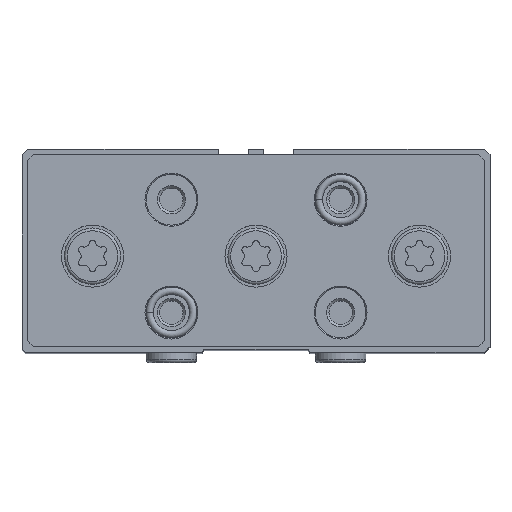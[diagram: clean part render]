
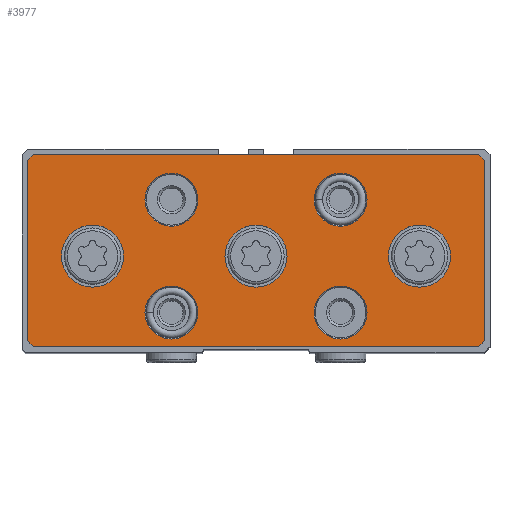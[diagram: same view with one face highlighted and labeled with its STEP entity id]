
A CAD part, top view. The second image highlights one B-rep face of the part: STEP entity #3977.
In plain terms, the highlighted face is planar.
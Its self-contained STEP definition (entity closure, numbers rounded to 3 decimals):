
#367=LINE('',#6692,#561);
#368=LINE('',#6695,#562);
#369=LINE('',#6697,#563);
#370=LINE('',#6699,#564);
#371=LINE('',#6701,#565);
#372=LINE('',#6703,#566);
#373=LINE('',#6705,#567);
#374=LINE('',#6707,#568);
#561=VECTOR('',#5423,1000.);
#562=VECTOR('',#5424,1000.);
#563=VECTOR('',#5425,1000.);
#564=VECTOR('',#5426,1000.);
#565=VECTOR('',#5427,1000.);
#566=VECTOR('',#5428,1000.);
#567=VECTOR('',#5429,1000.);
#568=VECTOR('',#5430,1000.);
#1125=ORIENTED_EDGE('',*,*,#1880,.F.);
#1126=ORIENTED_EDGE('',*,*,#1881,.F.);
#1127=ORIENTED_EDGE('',*,*,#1882,.F.);
#1128=ORIENTED_EDGE('',*,*,#1883,.F.);
#1129=ORIENTED_EDGE('',*,*,#1884,.F.);
#1130=ORIENTED_EDGE('',*,*,#1885,.F.);
#1131=ORIENTED_EDGE('',*,*,#1886,.F.);
#1132=ORIENTED_EDGE('',*,*,#1887,.T.);
#1133=ORIENTED_EDGE('',*,*,#1888,.T.);
#1134=ORIENTED_EDGE('',*,*,#1889,.T.);
#1135=ORIENTED_EDGE('',*,*,#1890,.T.);
#1136=ORIENTED_EDGE('',*,*,#1891,.T.);
#1137=ORIENTED_EDGE('',*,*,#1892,.T.);
#1138=ORIENTED_EDGE('',*,*,#1893,.T.);
#1139=ORIENTED_EDGE('',*,*,#1894,.T.);
#1880=EDGE_CURVE('',#2340,#2340,#2662,.T.);
#1881=EDGE_CURVE('',#2341,#2341,#2663,.T.);
#1882=EDGE_CURVE('',#2342,#2342,#2664,.T.);
#1883=EDGE_CURVE('',#2343,#2343,#2665,.T.);
#1884=EDGE_CURVE('',#2344,#2344,#2666,.T.);
#1885=EDGE_CURVE('',#2345,#2345,#2667,.T.);
#1886=EDGE_CURVE('',#2346,#2346,#2668,.T.);
#1887=EDGE_CURVE('',#2347,#2348,#367,.T.);
#1888=EDGE_CURVE('',#2348,#2349,#368,.T.);
#1889=EDGE_CURVE('',#2349,#2350,#369,.T.);
#1890=EDGE_CURVE('',#2350,#2351,#370,.T.);
#1891=EDGE_CURVE('',#2351,#2352,#371,.T.);
#1892=EDGE_CURVE('',#2352,#2353,#372,.T.);
#1893=EDGE_CURVE('',#2353,#2354,#373,.T.);
#1894=EDGE_CURVE('',#2354,#2347,#374,.T.);
#2340=VERTEX_POINT('',#6679);
#2341=VERTEX_POINT('',#6681);
#2342=VERTEX_POINT('',#6683);
#2343=VERTEX_POINT('',#6685);
#2344=VERTEX_POINT('',#6687);
#2345=VERTEX_POINT('',#6689);
#2346=VERTEX_POINT('',#6691);
#2347=VERTEX_POINT('',#6693);
#2348=VERTEX_POINT('',#6694);
#2349=VERTEX_POINT('',#6696);
#2350=VERTEX_POINT('',#6698);
#2351=VERTEX_POINT('',#6700);
#2352=VERTEX_POINT('',#6702);
#2353=VERTEX_POINT('',#6704);
#2354=VERTEX_POINT('',#6706);
#2662=CIRCLE('',#4453,5.5);
#2663=CIRCLE('',#4454,5.5);
#2664=CIRCLE('',#4455,5.5);
#2665=CIRCLE('',#4456,4.7);
#2666=CIRCLE('',#4457,4.7);
#2667=CIRCLE('',#4458,4.7);
#2668=CIRCLE('',#4459,4.7);
#3066=EDGE_LOOP('',(#1125));
#3067=EDGE_LOOP('',(#1126));
#3068=EDGE_LOOP('',(#1127));
#3069=EDGE_LOOP('',(#1128));
#3070=EDGE_LOOP('',(#1129));
#3071=EDGE_LOOP('',(#1130));
#3072=EDGE_LOOP('',(#1131));
#3073=EDGE_LOOP('',(#1132,#1133,#1134,#1135,#1136,#1137,#1138,#1139));
#3529=FACE_BOUND('',#3066,.T.);
#3530=FACE_BOUND('',#3067,.T.);
#3531=FACE_BOUND('',#3068,.T.);
#3532=FACE_BOUND('',#3069,.T.);
#3533=FACE_BOUND('',#3070,.T.);
#3534=FACE_BOUND('',#3071,.T.);
#3535=FACE_BOUND('',#3072,.T.);
#3536=FACE_BOUND('',#3073,.T.);
#3787=PLANE('',#4452);
#3977=ADVANCED_FACE('',(#3529,#3530,#3531,#3532,#3533,#3534,#3535,#3536),
#3787,.T.);
#4452=AXIS2_PLACEMENT_3D('',#6677,#5407,#5408);
#4453=AXIS2_PLACEMENT_3D('',#6678,#5409,#5410);
#4454=AXIS2_PLACEMENT_3D('',#6680,#5411,#5412);
#4455=AXIS2_PLACEMENT_3D('',#6682,#5413,#5414);
#4456=AXIS2_PLACEMENT_3D('',#6684,#5415,#5416);
#4457=AXIS2_PLACEMENT_3D('',#6686,#5417,#5418);
#4458=AXIS2_PLACEMENT_3D('',#6688,#5419,#5420);
#4459=AXIS2_PLACEMENT_3D('',#6690,#5421,#5422);
#5407=DIRECTION('',(1.,0.,0.));
#5408=DIRECTION('',(0.,0.,-1.));
#5409=DIRECTION('',(1.,0.,0.));
#5410=DIRECTION('',(0.,0.,-1.));
#5411=DIRECTION('',(1.,0.,0.));
#5412=DIRECTION('',(0.,0.,-1.));
#5413=DIRECTION('',(1.,0.,0.));
#5414=DIRECTION('',(0.,0.,-1.));
#5415=DIRECTION('',(1.,0.,0.));
#5416=DIRECTION('',(0.,0.,-1.));
#5417=DIRECTION('',(1.,0.,0.));
#5418=DIRECTION('',(0.,0.,-1.));
#5419=DIRECTION('',(1.,0.,0.));
#5420=DIRECTION('',(0.,0.,-1.));
#5421=DIRECTION('',(1.,0.,0.));
#5422=DIRECTION('',(0.,0.,-1.));
#5423=DIRECTION('',(0.,-1.,0.));
#5424=DIRECTION('',(0.,-0.707,-0.707));
#5425=DIRECTION('',(0.,0.,-1.));
#5426=DIRECTION('',(0.,0.707,-0.707));
#5427=DIRECTION('',(0.,1.,0.));
#5428=DIRECTION('',(0.,0.707,0.707));
#5429=DIRECTION('',(0.,0.,1.));
#5430=DIRECTION('',(0.,-0.707,0.707));
#6677=CARTESIAN_POINT('',(14.,0.,0.));
#6678=CARTESIAN_POINT('',(14.,0.,29.));
#6679=CARTESIAN_POINT('',(14.,0.,23.5));
#6680=CARTESIAN_POINT('',(14.,0.,-29.));
#6681=CARTESIAN_POINT('',(14.,0.,-34.5));
#6682=CARTESIAN_POINT('',(14.,0.,0.));
#6683=CARTESIAN_POINT('',(14.,0.,-5.5));
#6684=CARTESIAN_POINT('',(14.,-10.,15.));
#6685=CARTESIAN_POINT('',(14.,-10.,10.3));
#6686=CARTESIAN_POINT('',(14.,-10.,-15.));
#6687=CARTESIAN_POINT('',(14.,-10.,-19.7));
#6688=CARTESIAN_POINT('',(14.,10.,15.));
#6689=CARTESIAN_POINT('',(14.,10.,10.3));
#6690=CARTESIAN_POINT('',(14.,10.,-15.));
#6691=CARTESIAN_POINT('',(14.,10.,-19.7));
#6692=CARTESIAN_POINT('',(14.,17.,40.5));
#6693=CARTESIAN_POINT('',(14.,17.,40.5));
#6694=CARTESIAN_POINT('',(14.,-15.,40.5));
#6695=CARTESIAN_POINT('',(14.,-15.,40.5));
#6696=CARTESIAN_POINT('',(14.,-16.,39.5));
#6697=CARTESIAN_POINT('',(14.,-16.,39.5));
#6698=CARTESIAN_POINT('',(14.,-16.,-39.5));
#6699=CARTESIAN_POINT('',(14.,-16.,-39.5));
#6700=CARTESIAN_POINT('',(14.,-15.,-40.5));
#6701=CARTESIAN_POINT('',(14.,-15.,-40.5));
#6702=CARTESIAN_POINT('',(14.,17.,-40.5));
#6703=CARTESIAN_POINT('',(14.,17.,-40.5));
#6704=CARTESIAN_POINT('',(14.,18.,-39.5));
#6705=CARTESIAN_POINT('',(14.,18.,-39.5));
#6706=CARTESIAN_POINT('',(14.,18.,39.5));
#6707=CARTESIAN_POINT('',(14.,18.,39.5));
